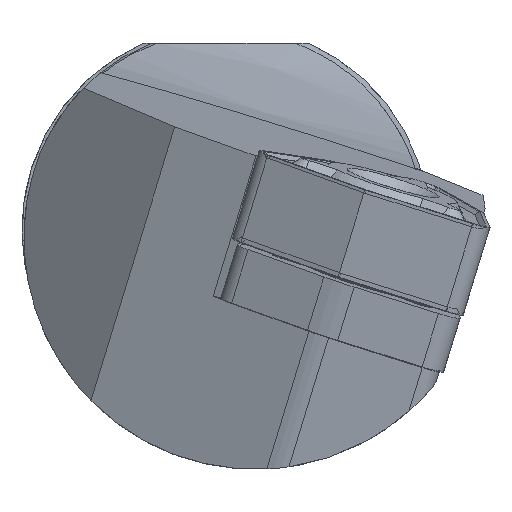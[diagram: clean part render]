
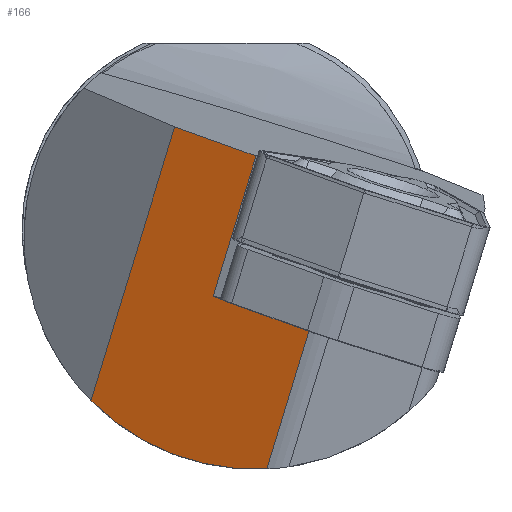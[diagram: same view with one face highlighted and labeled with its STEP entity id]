
A CAD part, left-side view. The second image highlights one B-rep face of the part: STEP entity #166.
In plain terms, the highlighted planar face has unit normal (-0.903, 0.429, 0.032).
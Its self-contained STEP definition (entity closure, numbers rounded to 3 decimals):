
#118=ELLIPSE('',#1985,12.572,11.35);
#166=ADVANCED_FACE('',(#334),#273,.F.);
#273=PLANE('',#1986);
#334=FACE_OUTER_BOUND('',#429,.T.);
#429=EDGE_LOOP('',(#910,#911,#912,#913,#914,#915,#916));
#540=LINE('',#2713,#700);
#559=LINE('',#2765,#719);
#562=LINE('',#2785,#722);
#569=LINE('',#2805,#729);
#570=LINE('',#2809,#730);
#571=LINE('',#2811,#731);
#700=VECTOR('',#2166,1.);
#719=VECTOR('',#2199,1.);
#722=VECTOR('',#2208,1.);
#729=VECTOR('',#2225,1.);
#730=VECTOR('',#2228,1.);
#731=VECTOR('',#2229,1.);
#910=ORIENTED_EDGE('',*,*,#1611,.F.);
#911=ORIENTED_EDGE('',*,*,#1634,.T.);
#912=ORIENTED_EDGE('',*,*,#1641,.F.);
#913=ORIENTED_EDGE('',*,*,#1650,.F.);
#914=ORIENTED_EDGE('',*,*,#1651,.T.);
#915=ORIENTED_EDGE('',*,*,#1652,.T.);
#916=ORIENTED_EDGE('',*,*,#1653,.F.);
#1422=VERTEX_POINT('',#2710);
#1423=VERTEX_POINT('',#2712);
#1441=VERTEX_POINT('',#2764);
#1447=VERTEX_POINT('',#2784);
#1456=VERTEX_POINT('',#2806);
#1457=VERTEX_POINT('',#2808);
#1458=VERTEX_POINT('',#2810);
#1611=EDGE_CURVE('',#1423,#1422,#540,.T.);
#1634=EDGE_CURVE('',#1423,#1441,#559,.T.);
#1641=EDGE_CURVE('',#1447,#1441,#562,.T.);
#1650=EDGE_CURVE('',#1456,#1447,#569,.T.);
#1651=EDGE_CURVE('',#1456,#1457,#118,.T.);
#1652=EDGE_CURVE('',#1457,#1458,#570,.T.);
#1653=EDGE_CURVE('',#1422,#1458,#571,.T.);
#1985=AXIS2_PLACEMENT_3D('',#2807,#2226,#2227);
#1986=AXIS2_PLACEMENT_3D('',#2812,#2230,#2231);
#2166=DIRECTION('',(-0.417,-0.855,-0.307));
#2199=DIRECTION('',(-0.105,-0.291,0.951));
#2208=DIRECTION('',(-0.417,-0.855,-0.307));
#2225=DIRECTION('',(-0.105,-0.291,0.951));
#2226=DIRECTION('',(-0.903,0.429,0.032));
#2227=DIRECTION('',(0.43,0.9,0.067));
#2228=DIRECTION('',(-0.105,-0.291,0.951));
#2229=DIRECTION('',(-0.417,-0.855,-0.307));
#2230=DIRECTION('',(0.903,-0.429,-0.032));
#2231=DIRECTION('',(0.429,0.903,0.));
#2710=CARTESIAN_POINT('',(4.195,0.155,-3.445));
#2712=CARTESIAN_POINT('',(4.427,0.631,-3.274));
#2713=CARTESIAN_POINT('',(2.13,-4.079,-4.966));
#2764=CARTESIAN_POINT('',(3.67,-1.474,3.612));
#2765=CARTESIAN_POINT('',(0.246,-11.,34.769));
#2784=CARTESIAN_POINT('',(5.614,2.511,5.044));
#2785=CARTESIAN_POINT('',(1.373,-6.184,1.919));
#2805=CARTESIAN_POINT('',(9.738,13.985,-32.485));
#2806=CARTESIAN_POINT('',(7.09,6.618,-8.388));
#2807=CARTESIAN_POINT('',(3.542,-1.446,-0.4));
#2808=CARTESIAN_POINT('',(2.874,-2.009,-11.736));
#2809=CARTESIAN_POINT('',(5.498,5.29,-35.61));
#2810=CARTESIAN_POINT('',(2.13,-4.079,-4.966));
#2811=CARTESIAN_POINT('',(2.13,-4.079,-4.966));
#2812=CARTESIAN_POINT('',(5.498,5.29,-35.61));
